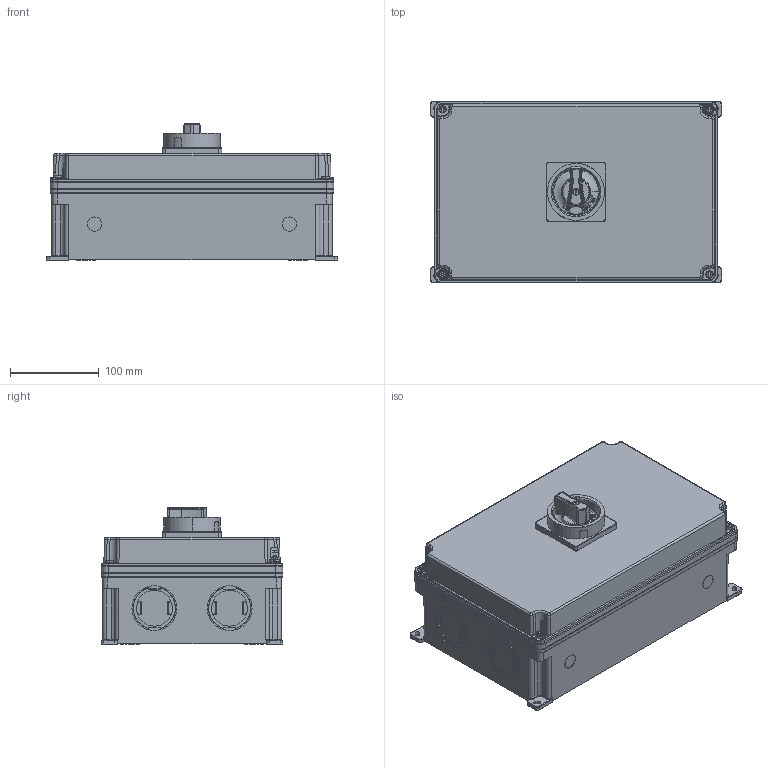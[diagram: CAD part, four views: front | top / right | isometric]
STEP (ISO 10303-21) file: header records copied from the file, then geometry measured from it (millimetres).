
FILE_DESCRIPTION (( 'STEP AP214' ), '1' );
FILE_NAME ('ZH37-125Pl_ZH37BXM3 ZH37BXM3B.STEP', '2025-02-17T10:22:01', ( '' ), ( '' ), 'SwSTEP 2.0', 'SolidWorks 2022', '' );
FILE_SCHEMA (( 'AUTOMOTIVE_DESIGN' ));
Length unit declared in the file: millimetre
Products named in the file (1): ZH37-125Pl_ZH37BXM3 ZH37BXM3B
Bounding box: 329 x 205 x 154.7 mm (x, y, z)
Volume: 7648458.2 mm3; surface area: 272959.6 mm2
Topology: 1 solids, 6 shells, 5986 faces, 15012 edges, 9471 vertices
Faces by surface type: plane 5072, cylinder 396, bspline 335, torus 145, cone 30, sphere 8
Entity records: 260366 total; most frequent: CARTESIAN_POINT 56426, ORIENTED_EDGE 30024, DIRECTION 25694, EDGE_CURVE 15012, LINE 12532, VECTOR 12532, VERTEX_POINT 9471, AXIS2_PLACEMENT_3D 6581
